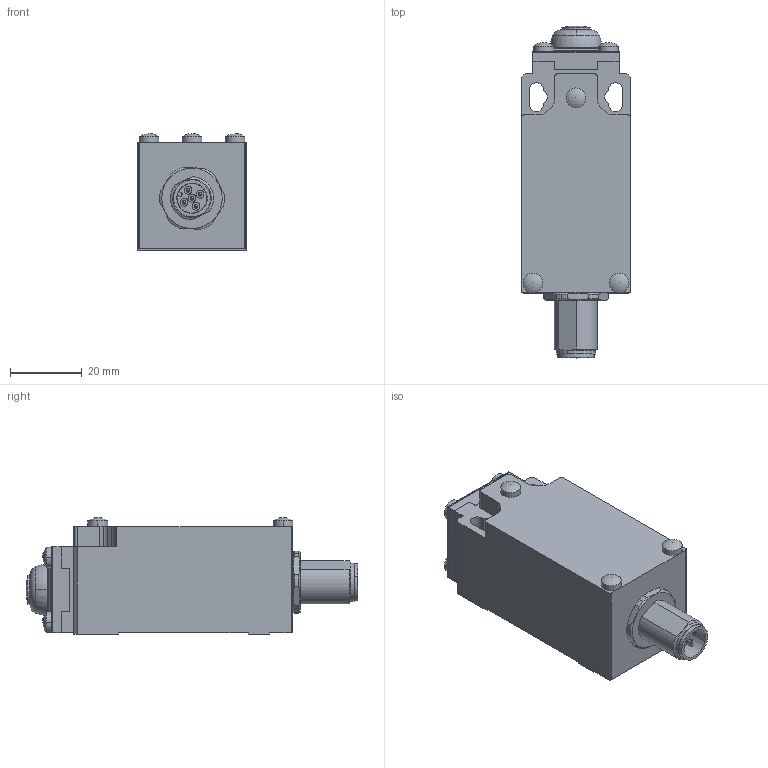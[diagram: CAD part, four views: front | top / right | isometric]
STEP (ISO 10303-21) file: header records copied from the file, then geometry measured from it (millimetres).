
FILE_DESCRIPTION (( 'STEP AP214' ), '1' );
FILE_NAME ('AAM7T14Z11.step', '2019-09-05T21:01:49', ( '' ), ( '' ), 'SwSTEP 2.0', 'SolidWorks 2018', '' );
FILE_SCHEMA (( 'AUTOMOTIVE_DESIGN' ));
Length unit declared in the file: inch
Products named in the file (1): AAM7T14Z11
Bounding box: 30.3 x 92.4 x 32.5 mm (x, y, z)
Volume: 59879.6 mm3; surface area: 15968 mm2
Topology: 5 solids, 5 shells, 303 faces, 757 edges, 490 vertices
Faces by surface type: cylinder 134, plane 120, torus 20, cone 16, sphere 13
Entity records: 10698 total; most frequent: CARTESIAN_POINT 1752, DIRECTION 1663, ORIENTED_EDGE 1502, EDGE_CURVE 751, AXIS2_PLACEMENT_3D 642, VERTEX_POINT 487, VECTOR 379, LINE 379
